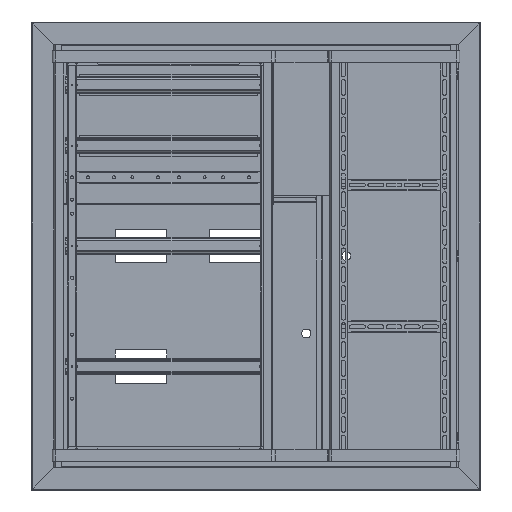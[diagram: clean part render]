
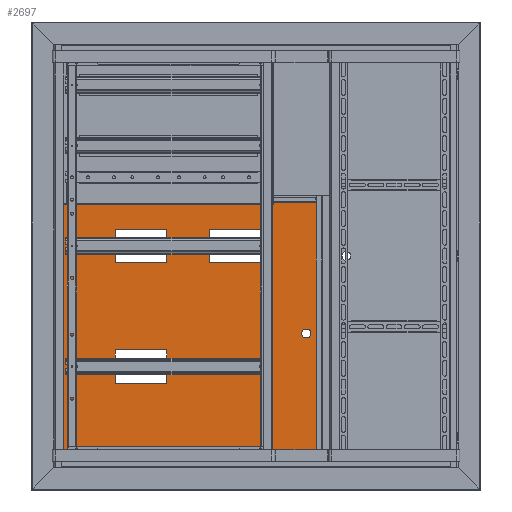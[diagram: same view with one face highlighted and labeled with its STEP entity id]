
A CAD part, top view. The second image highlights one B-rep face of the part: STEP entity #2697.
In plain terms, the highlighted planar face has unit normal (0, 0, 1).
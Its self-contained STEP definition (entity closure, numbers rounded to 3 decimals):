
#2697=ADVANCED_FACE('',(#12981,#12983,#12985,#12987,#12989),#12991,.T.);
#12981=FACE_BOUND('',#12982,.T.);
#12982=EDGE_LOOP('',(#23332,#23333,#23334,#23335));
#12983=FACE_BOUND('',#12984,.T.);
#12984=EDGE_LOOP('',(#23336,#23337,#23338,#23339));
#12985=FACE_BOUND('',#12986,.T.);
#12986=EDGE_LOOP('',(#23340,#23341,#23342,#23343));
#12987=FACE_BOUND('',#12988,.T.);
#12988=EDGE_LOOP('',(#23344,#23345,#23346,#23347));
#12989=FACE_BOUND('',#12990,.T.);
#12990=EDGE_LOOP('',(#23348,#23349,#23350,#23351));
#12991=PLANE('',#12992);
#12992=AXIS2_PLACEMENT_3D('',#12993,#12994,#12995);
#12993=CARTESIAN_POINT('',(0.,0.,1.));
#12994=DIRECTION('',(0.,0.,1.));
#12995=DIRECTION('',(1.,0.,0.));
#23332=ORIENTED_EDGE('',*,*,#28754,.F.);
#23333=ORIENTED_EDGE('',*,*,#28755,.F.);
#23334=ORIENTED_EDGE('',*,*,#28756,.F.);
#23335=ORIENTED_EDGE('',*,*,#28757,.F.);
#23336=ORIENTED_EDGE('',*,*,#28758,.F.);
#23337=ORIENTED_EDGE('',*,*,#28759,.F.);
#23338=ORIENTED_EDGE('',*,*,#28760,.F.);
#23339=ORIENTED_EDGE('',*,*,#28761,.F.);
#23340=ORIENTED_EDGE('',*,*,#28762,.F.);
#23341=ORIENTED_EDGE('',*,*,#28763,.F.);
#23342=ORIENTED_EDGE('',*,*,#28764,.F.);
#23343=ORIENTED_EDGE('',*,*,#28765,.F.);
#23344=ORIENTED_EDGE('',*,*,#28766,.F.);
#23345=ORIENTED_EDGE('',*,*,#28767,.F.);
#23346=ORIENTED_EDGE('',*,*,#28768,.F.);
#23347=ORIENTED_EDGE('',*,*,#28769,.F.);
#23348=ORIENTED_EDGE('',*,*,#28770,.F.);
#23349=ORIENTED_EDGE('',*,*,#28771,.F.);
#23350=ORIENTED_EDGE('',*,*,#28772,.F.);
#23351=ORIENTED_EDGE('',*,*,#28773,.F.);
#28754=EDGE_CURVE('',#31485,#31486,#31487,.T.);
#28755=EDGE_CURVE('',#31488,#31485,#31489,.T.);
#28756=EDGE_CURVE('',#31490,#31488,#31491,.T.);
#28757=EDGE_CURVE('',#31486,#31490,#31492,.T.);
#28758=EDGE_CURVE('',#31493,#31494,#31495,.T.);
#28759=EDGE_CURVE('',#31496,#31493,#31497,.T.);
#28760=EDGE_CURVE('',#31498,#31496,#31499,.T.);
#28761=EDGE_CURVE('',#31494,#31498,#31500,.T.);
#28762=EDGE_CURVE('',#31501,#31502,#31503,.T.);
#28763=EDGE_CURVE('',#31504,#31501,#31505,.T.);
#28764=EDGE_CURVE('',#31506,#31504,#31507,.T.);
#28765=EDGE_CURVE('',#31502,#31506,#31508,.T.);
#28766=EDGE_CURVE('',#31509,#31510,#31511,.T.);
#28767=EDGE_CURVE('',#31512,#31509,#31513,.T.);
#28768=EDGE_CURVE('',#31514,#31512,#31515,.T.);
#28769=EDGE_CURVE('',#31510,#31514,#31516,.T.);
#28770=EDGE_CURVE('',#31517,#31518,#31519,.T.);
#28771=EDGE_CURVE('',#31520,#31517,#31521,.T.);
#28772=EDGE_CURVE('',#31522,#31520,#31523,.T.);
#28773=EDGE_CURVE('',#31518,#31522,#31524,.T.);
#31485=VERTEX_POINT('',#35903);
#31486=VERTEX_POINT('',#35904);
#31487=LINE('',#35905,#35906);
#31488=VERTEX_POINT('',#35908);
#31489=LINE('',#35909,#35910);
#31490=VERTEX_POINT('',#35912);
#31491=LINE('',#35913,#35914);
#31492=LINE('',#35916,#35917);
#31493=VERTEX_POINT('',#35919);
#31494=VERTEX_POINT('',#35920);
#31495=LINE('',#35921,#35922);
#31496=VERTEX_POINT('',#35924);
#31497=LINE('',#35925,#35926);
#31498=VERTEX_POINT('',#35928);
#31499=LINE('',#35929,#35930);
#31500=LINE('',#35932,#35933);
#31501=VERTEX_POINT('',#35935);
#31502=VERTEX_POINT('',#35936);
#31503=LINE('',#35937,#35938);
#31504=VERTEX_POINT('',#35940);
#31505=LINE('',#35941,#35942);
#31506=VERTEX_POINT('',#35944);
#31507=LINE('',#35945,#35946);
#31508=LINE('',#35948,#35949);
#31509=VERTEX_POINT('',#35951);
#31510=VERTEX_POINT('',#35952);
#31511=LINE('',#35953,#35954);
#31512=VERTEX_POINT('',#35956);
#31513=LINE('',#35957,#35958);
#31514=VERTEX_POINT('',#35960);
#31515=LINE('',#35961,#35962);
#31516=LINE('',#35964,#35965);
#31517=VERTEX_POINT('',#35967);
#31518=VERTEX_POINT('',#35968);
#31519=LINE('',#35969,#35970);
#31520=VERTEX_POINT('',#35972);
#31521=CIRCLE('',#35973,9.75);
#31522=VERTEX_POINT('',#35977);
#31523=LINE('',#35978,#35979);
#31524=CIRCLE('',#35981,9.75);
#35903=CARTESIAN_POINT('',(135.5,-385.5,1.));
#35904=CARTESIAN_POINT('',(135.5,-945.5,1.));
#35905=CARTESIAN_POINT('',(135.5,-385.5,1.));
#35906=VECTOR('',#35907,1.);
#35907=DIRECTION('',(0.,-1.,0.));
#35908=CARTESIAN_POINT('',(-425.5,-385.5,1.));
#35909=CARTESIAN_POINT('',(-425.5,-385.5,1.));
#35910=VECTOR('',#35911,1.);
#35911=DIRECTION('',(1.,0.,0.));
#35912=CARTESIAN_POINT('',(-425.5,-945.5,1.));
#35913=CARTESIAN_POINT('',(-425.5,-945.5,1.));
#35914=VECTOR('',#35915,1.);
#35915=DIRECTION('',(0.,1.,0.));
#35916=CARTESIAN_POINT('',(135.5,-945.5,1.));
#35917=VECTOR('',#35918,1.);
#35918=DIRECTION('',(-1.,0.,0.));
#35919=CARTESIAN_POINT('',(-300.3,-514.3,1.));
#35920=CARTESIAN_POINT('',(-190.7,-514.3,1.));
#35921=CARTESIAN_POINT('',(-300.3,-514.3,1.));
#35922=VECTOR('',#35923,1.);
#35923=DIRECTION('',(1.,0.,0.));
#35924=CARTESIAN_POINT('',(-300.3,-442.7,1.));
#35925=CARTESIAN_POINT('',(-300.3,-442.7,1.));
#35926=VECTOR('',#35927,1.);
#35927=DIRECTION('',(0.,-1.,0.));
#35928=CARTESIAN_POINT('',(-190.7,-442.7,1.));
#35929=CARTESIAN_POINT('',(-190.7,-442.7,1.));
#35930=VECTOR('',#35931,1.);
#35931=DIRECTION('',(-1.,0.,0.));
#35932=CARTESIAN_POINT('',(-190.7,-514.3,1.));
#35933=VECTOR('',#35934,1.);
#35934=DIRECTION('',(0.,1.,0.));
#35935=CARTESIAN_POINT('',(-100.3,-442.7,1.));
#35936=CARTESIAN_POINT('',(-100.3,-514.3,1.));
#35937=CARTESIAN_POINT('',(-100.3,-442.7,1.));
#35938=VECTOR('',#35939,1.);
#35939=DIRECTION('',(0.,-1.,0.));
#35940=CARTESIAN_POINT('',(9.3,-442.7,1.));
#35941=CARTESIAN_POINT('',(9.3,-442.7,1.));
#35942=VECTOR('',#35943,1.);
#35943=DIRECTION('',(-1.,0.,0.));
#35944=CARTESIAN_POINT('',(9.3,-514.3,1.));
#35945=CARTESIAN_POINT('',(9.3,-514.3,1.));
#35946=VECTOR('',#35947,1.);
#35947=DIRECTION('',(0.,1.,0.));
#35948=CARTESIAN_POINT('',(-100.3,-514.3,1.));
#35949=VECTOR('',#35950,1.);
#35950=DIRECTION('',(1.,0.,0.));
#35951=CARTESIAN_POINT('',(-190.7,-772.3,1.));
#35952=CARTESIAN_POINT('',(-190.7,-700.7,1.));
#35953=CARTESIAN_POINT('',(-190.7,-772.3,1.));
#35954=VECTOR('',#35955,1.);
#35955=DIRECTION('',(0.,1.,0.));
#35956=CARTESIAN_POINT('',(-300.3,-772.3,1.));
#35957=CARTESIAN_POINT('',(-300.3,-772.3,1.));
#35958=VECTOR('',#35959,1.);
#35959=DIRECTION('',(1.,0.,0.));
#35960=CARTESIAN_POINT('',(-300.3,-700.7,1.));
#35961=CARTESIAN_POINT('',(-300.3,-700.7,1.));
#35962=VECTOR('',#35963,1.);
#35963=DIRECTION('',(0.,-1.,0.));
#35964=CARTESIAN_POINT('',(-190.7,-700.7,1.));
#35965=VECTOR('',#35966,1.);
#35966=DIRECTION('',(-1.,0.,0.));
#35967=CARTESIAN_POINT('',(102.724,-674.,1.));
#35968=CARTESIAN_POINT('',(112.276,-674.,1.));
#35969=CARTESIAN_POINT('',(102.724,-674.,1.));
#35970=VECTOR('',#35971,1.);
#35971=DIRECTION('',(1.,0.,0.));
#35972=CARTESIAN_POINT('',(102.724,-657.,1.));
#35973=AXIS2_PLACEMENT_3D('',#35974,#35975,#35976);
#35974=CARTESIAN_POINT('',(107.5,-665.5,1.));
#35975=DIRECTION('',(0.,0.,1.));
#35976=DIRECTION('',(-0.49,0.872,0.));
#35977=CARTESIAN_POINT('',(112.276,-657.,1.));
#35978=CARTESIAN_POINT('',(112.276,-657.,1.));
#35979=VECTOR('',#35980,1.);
#35980=DIRECTION('',(-1.,0.,0.));
#35981=AXIS2_PLACEMENT_3D('',#35982,#35983,#35984);
#35982=CARTESIAN_POINT('',(107.5,-665.5,1.));
#35983=DIRECTION('',(0.,0.,1.));
#35984=DIRECTION('',(0.49,-0.872,0.));
